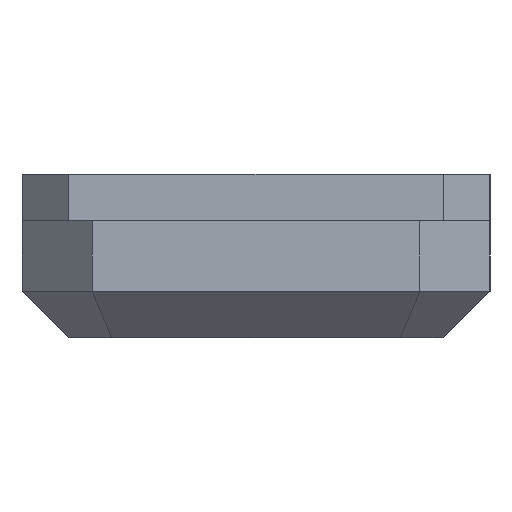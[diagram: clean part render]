
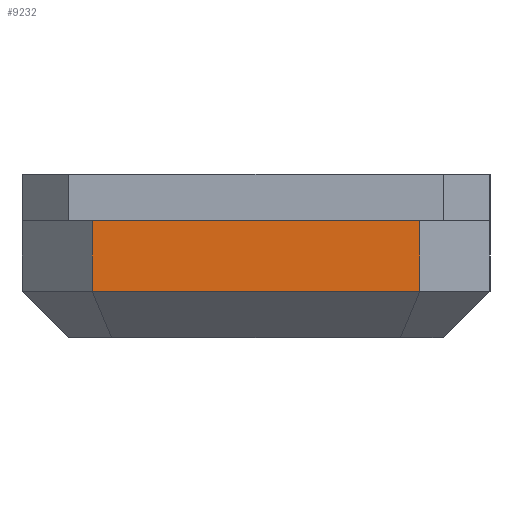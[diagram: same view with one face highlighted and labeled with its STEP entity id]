
A CAD part, left-side view. The second image highlights one B-rep face of the part: STEP entity #9232.
In plain terms, the highlighted planar face has unit normal (-1, 0, 0).
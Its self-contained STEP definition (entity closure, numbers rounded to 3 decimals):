
#416=FACE_OUTER_BOUND('',#872,.T.);
#872=EDGE_LOOP('',(#6433,#6434,#6435,#6436));
#1557=LINE('',#12994,#2795);
#1588=LINE('',#13055,#2826);
#1590=LINE('',#13059,#2828);
#1591=LINE('',#13060,#2829);
#2795=VECTOR('',#10653,10.);
#2826=VECTOR('',#10704,10.);
#2828=VECTOR('',#10708,10.);
#2829=VECTOR('',#10709,10.);
#4033=VERTEX_POINT('',#12991);
#4034=VERTEX_POINT('',#12993);
#4054=VERTEX_POINT('',#13054);
#4055=VERTEX_POINT('',#13058);
#4985=EDGE_CURVE('',#4033,#4034,#1557,.T.);
#5016=EDGE_CURVE('',#4034,#4054,#1588,.T.);
#5018=EDGE_CURVE('',#4055,#4033,#1590,.T.);
#5019=EDGE_CURVE('',#4054,#4055,#1591,.T.);
#6433=ORIENTED_EDGE('',*,*,#4985,.F.);
#6434=ORIENTED_EDGE('',*,*,#5018,.F.);
#6435=ORIENTED_EDGE('',*,*,#5019,.F.);
#6436=ORIENTED_EDGE('',*,*,#5016,.F.);
#8782=PLANE('',#9803);
#9232=ADVANCED_FACE('',(#416),#8782,.T.);
#9803=AXIS2_PLACEMENT_3D('',#13057,#10706,#10707);
#10653=DIRECTION('',(0.,1.,0.));
#10704=DIRECTION('',(0.,0.,1.));
#10706=DIRECTION('center_axis',(-1.,0.,0.));
#10707=DIRECTION('ref_axis',(0.,-1.,0.));
#10708=DIRECTION('',(0.,0.,-1.));
#10709=DIRECTION('',(0.,-1.,0.));
#12991=CARTESIAN_POINT('',(-85.486,-140.,3.852));
#12993=CARTESIAN_POINT('',(-85.486,-126.,3.852));
#12994=CARTESIAN_POINT('',(-85.486,-129.5,3.852));
#13054=CARTESIAN_POINT('',(-85.486,-126.,6.852));
#13055=CARTESIAN_POINT('',(-85.486,-126.,4.852));
#13057=CARTESIAN_POINT('Origin',(-85.486,-126.,4.852));
#13058=CARTESIAN_POINT('',(-85.486,-140.,6.852));
#13059=CARTESIAN_POINT('',(-85.486,-140.,4.852));
#13060=CARTESIAN_POINT('',(-85.486,-140.,6.852));
